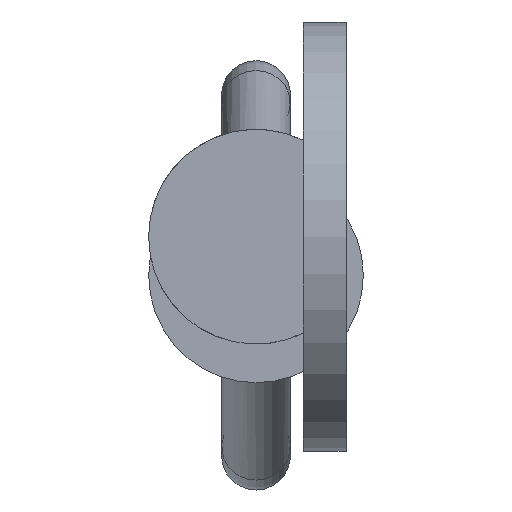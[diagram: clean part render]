
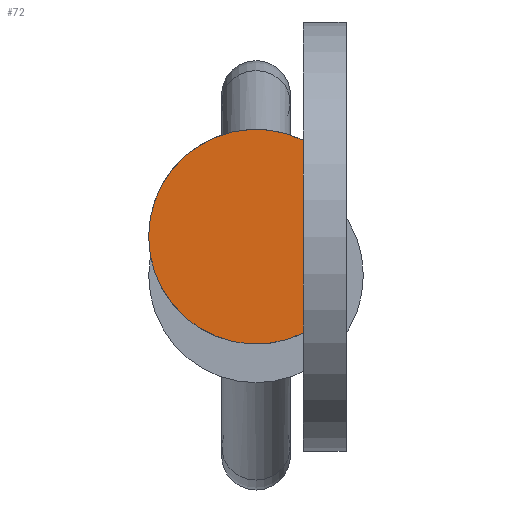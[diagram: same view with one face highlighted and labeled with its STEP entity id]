
A CAD part, left-side view. The second image highlights one B-rep face of the part: STEP entity #72.
In plain terms, the highlighted planar face has unit normal (-1, 0, 0).
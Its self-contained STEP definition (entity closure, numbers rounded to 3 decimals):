
#72 = ADVANCED_FACE( '', ( #152 ), #153, .F. );
#152 = FACE_OUTER_BOUND( '', #232, .T. );
#153 = PLANE( '', #233 );
#232 = EDGE_LOOP( '', ( #365, #366 ) );
#233 = AXIS2_PLACEMENT_3D( '', #367, #368, #369 );
#365 = ORIENTED_EDGE( '', *, *, #462, .F. );
#366 = ORIENTED_EDGE( '', *, *, #435, .F. );
#367 = CARTESIAN_POINT( '', ( 8., -1.1, -1.02 ) );
#368 = DIRECTION( '', ( 1., 0., 0. ) );
#369 = DIRECTION( '', ( 0., 0., -1. ) );
#435 = EDGE_CURVE( '', #507, #474, #509, .T. );
#462 = EDGE_CURVE( '', #474, #507, #548, .T. );
#474 = VERTEX_POINT( '', #560 );
#507 = VERTEX_POINT( '', #601 );
#509 = CIRCLE( '', #603, 2.5 );
#548 = LINE( '', #650, #651 );
#560 = CARTESIAN_POINT( '', ( 8., -1.1, 2.245 ) );
#601 = CARTESIAN_POINT( '', ( 8., -1.1, -2.245 ) );
#603 = AXIS2_PLACEMENT_3D( '', #698, #699, #700 );
#650 = CARTESIAN_POINT( '', ( 8., -1.1, 2.5 ) );
#651 = VECTOR( '', #733, 1000. );
#698 = CARTESIAN_POINT( '', ( 8., 0., 0. ) );
#699 = DIRECTION( '', ( 1., 0., 0. ) );
#700 = DIRECTION( '', ( 0., 0., -1. ) );
#733 = DIRECTION( '', ( 0., 0., -1. ) );
